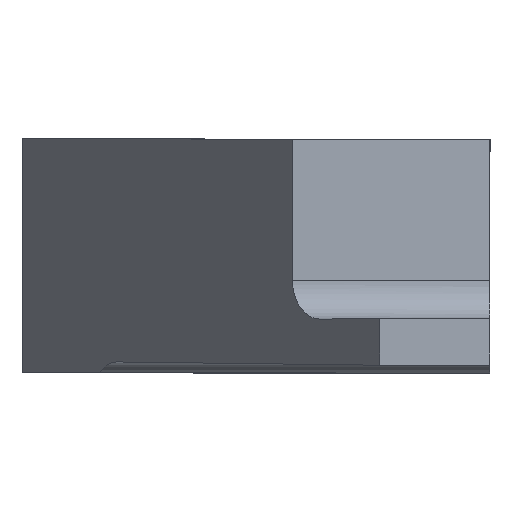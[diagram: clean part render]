
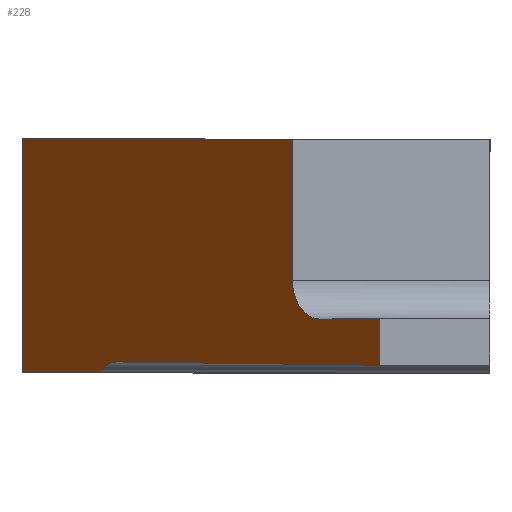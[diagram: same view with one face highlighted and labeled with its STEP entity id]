
A CAD part, left-side view. The second image highlights one B-rep face of the part: STEP entity #228.
In plain terms, the highlighted planar face has unit normal (-0.574, 0.819, 0).
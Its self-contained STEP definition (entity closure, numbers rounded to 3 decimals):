
#4 =( BOUNDED_CURVE ( )  B_SPLINE_CURVE ( 3, ( #590, #523, #536, #628 ),
 .UNSPECIFIED., .F., .T. ) 
 B_SPLINE_CURVE_WITH_KNOTS ( ( 4, 4 ),
 ( 4.704, 4.712 ),
 .UNSPECIFIED. ) 
 CURVE ( )  GEOMETRIC_REPRESENTATION_ITEM ( )  RATIONAL_B_SPLINE_CURVE ( ( 1., 1., 1., 1. ) ) 
 REPRESENTATION_ITEM ( '' )  );
#28 = ORIENTED_EDGE ( 'NONE', *, *, #124, .T. ) ;
#29 = DIRECTION ( 'NONE',  ( 0., 0., -1. ) ) ;
#32 = CARTESIAN_POINT ( 'NONE',  ( 6.554, 6., 1.5 ) ) ;
#47 = CARTESIAN_POINT ( 'NONE',  ( 4.939, 4.869, -1.357 ) ) ;
#57 = ORIENTED_EDGE ( 'NONE', *, *, #521, .F. ) ;
#75 = CARTESIAN_POINT ( 'NONE',  ( 1.602, 2.533, 1.5 ) ) ;
#81 = VECTOR ( 'NONE', #396, 1000. ) ;
#87 = DIRECTION ( 'NONE',  ( 0.819, 0.574, -0.007 ) ) ;
#91 = ORIENTED_EDGE ( 'NONE', *, *, #264, .T. ) ;
#100 = EDGE_CURVE ( 'NONE', #477, #166, #4, .T. ) ;
#117 = DIRECTION ( 'NONE',  ( 0., 0., 1. ) ) ;
#122 = CARTESIAN_POINT ( 'NONE',  ( 1.602, 2.533, 1.5 ) ) ;
#124 = EDGE_CURVE ( 'NONE', #347, #314, #713, .T. ) ;
#128 = LINE ( 'NONE', #270, #301 ) ;
#159 = EDGE_CURVE ( 'NONE', #166, #347, #518, .T. ) ;
#164 = CARTESIAN_POINT ( 'NONE',  ( 0., 1.411, -1.4 ) ) ;
#166 = VERTEX_POINT ( 'NONE', #490 ) ;
#168 = ORIENTED_EDGE ( 'NONE', *, *, #706, .T. ) ;
#179 = VERTEX_POINT ( 'NONE', #583 ) ;
#210 = CARTESIAN_POINT ( 'NONE',  ( 1.602, 2.533, -0.31 ) ) ;
#218 = VECTOR ( 'NONE', #742, 1000. ) ;
#219 = ORIENTED_EDGE ( 'NONE', *, *, #579, .F. ) ;
#228 = ADVANCED_FACE ( 'NONE', ( #419 ), #307, .F. ) ;
#231 = EDGE_CURVE ( 'NONE', #370, #179, #259, .T. ) ;
#237 = VERTEX_POINT ( 'NONE', #548 ) ;
#249 =( BOUNDED_CURVE ( )  B_SPLINE_CURVE ( 3, ( #574, #407, #47, #658 ),
 .UNSPECIFIED., .F., .T. ) 
 B_SPLINE_CURVE_WITH_KNOTS ( ( 4, 4 ),
 ( 0.701, 1.58 ),
 .UNSPECIFIED. ) 
 CURVE ( )  GEOMETRIC_REPRESENTATION_ITEM ( )  RATIONAL_B_SPLINE_CURVE ( ( 1., 0.937, 0.937, 1. ) ) 
 REPRESENTATION_ITEM ( '' )  );
#259 = LINE ( 'NONE', #456, #81 ) ;
#264 = EDGE_CURVE ( 'NONE', #237, #364, #249, .T. ) ;
#270 = CARTESIAN_POINT ( 'NONE',  ( 0., 1.411, 1.5 ) ) ;
#277 = CARTESIAN_POINT ( 'NONE',  ( 0.017, 1.423, -1.4 ) ) ;
#301 = VECTOR ( 'NONE', #29, 1000. ) ;
#307 = PLANE ( 'NONE',  #353 ) ;
#310 = CARTESIAN_POINT ( 'NONE',  ( -0.013, 1.401, -0.8 ) ) ;
#313 = CARTESIAN_POINT ( 'NONE',  ( 1.602, 2.533, -0.31 ) ) ;
#314 = VERTEX_POINT ( 'NONE', #122 ) ;
#321 = EDGE_CURVE ( 'NONE', #179, #237, #603, .T. ) ;
#344 = CARTESIAN_POINT ( 'NONE',  ( 0., 1.411, 1.5 ) ) ;
#347 = VERTEX_POINT ( 'NONE', #210 ) ;
#353 = AXIS2_PLACEMENT_3D ( 'NONE', #344, #433, #422 ) ;
#364 = VERTEX_POINT ( 'NONE', #602 ) ;
#366 = EDGE_CURVE ( 'NONE', #364, #632, #664, .T. ) ;
#370 = VERTEX_POINT ( 'NONE', #32 ) ;
#374 = DIRECTION ( 'NONE',  ( -0.819, -0.574, 0. ) ) ;
#387 = ORIENTED_EDGE ( 'NONE', *, *, #159, .T. ) ;
#394 = CARTESIAN_POINT ( 'NONE',  ( 1.098, 2.18, -0.81 ) ) ;
#396 = DIRECTION ( 'NONE',  ( 0., 0., -1. ) ) ;
#403 = CARTESIAN_POINT ( 'NONE',  ( 0., 1.411, -1.5 ) ) ;
#407 = CARTESIAN_POINT ( 'NONE',  ( 5.049, 4.946, -1.407 ) ) ;
#419 = FACE_OUTER_BOUND ( 'NONE', #698, .T. ) ;
#422 = DIRECTION ( 'NONE',  ( 0.819, 0.574, 0. ) ) ;
#430 = VERTEX_POINT ( 'NONE', #576 ) ;
#433 = DIRECTION ( 'NONE',  ( 0.574, -0.819, 0. ) ) ;
#434 = CARTESIAN_POINT ( 'NONE',  ( 0., 1.411, 1.5 ) ) ;
#456 = CARTESIAN_POINT ( 'NONE',  ( 6.554, 6., 1.5 ) ) ;
#463 = CARTESIAN_POINT ( 'NONE',  ( 1.102, 2.183, -0.81 ) ) ;
#474 = ORIENTED_EDGE ( 'NONE', *, *, #231, .T. ) ;
#477 = VERTEX_POINT ( 'NONE', #394 ) ;
#490 = CARTESIAN_POINT ( 'NONE',  ( 1.102, 2.183, -0.81 ) ) ;
#511 = DIRECTION ( 'NONE',  ( -0.819, -0.574, -0.007 ) ) ;
#518 =( BOUNDED_CURVE ( )  B_SPLINE_CURVE ( 3, ( #463, #543, #662, #313 ),
 .UNSPECIFIED., .F., .T. ) 
 B_SPLINE_CURVE_WITH_KNOTS ( ( 4, 4 ),
 ( 4.712, 6.283 ),
 .UNSPECIFIED. ) 
 CURVE ( )  GEOMETRIC_REPRESENTATION_ITEM ( )  RATIONAL_B_SPLINE_CURVE ( ( 1., 0.805, 0.805, 1. ) ) 
 REPRESENTATION_ITEM ( '' )  );
#521 = EDGE_CURVE ( 'NONE', #430, #632, #128, .T. ) ;
#523 = CARTESIAN_POINT ( 'NONE',  ( 1.1, 2.181, -0.81 ) ) ;
#526 = VECTOR ( 'NONE', #87, 1000. ) ;
#528 = VECTOR ( 'NONE', #511, 1000. ) ;
#536 = CARTESIAN_POINT ( 'NONE',  ( 1.101, 2.182, -0.81 ) ) ;
#540 = VECTOR ( 'NONE', #374, 1000. ) ;
#543 = CARTESIAN_POINT ( 'NONE',  ( 1.395, 2.388, -0.81 ) ) ;
#548 = CARTESIAN_POINT ( 'NONE',  ( 5.127, 5.001, -1.5 ) ) ;
#568 = ORIENTED_EDGE ( 'NONE', *, *, #366, .T. ) ;
#574 = CARTESIAN_POINT ( 'NONE',  ( 5.127, 5.001, -1.5 ) ) ;
#576 = CARTESIAN_POINT ( 'NONE',  ( 0., 1.411, -0.8 ) ) ;
#579 = EDGE_CURVE ( 'NONE', #370, #314, #673, .T. ) ;
#583 = CARTESIAN_POINT ( 'NONE',  ( 6.554, 6., -1.5 ) ) ;
#590 = CARTESIAN_POINT ( 'NONE',  ( 1.098, 2.18, -0.81 ) ) ;
#602 = CARTESIAN_POINT ( 'NONE',  ( 4.818, 4.784, -1.358 ) ) ;
#603 = LINE ( 'NONE', #403, #218 ) ;
#604 = VECTOR ( 'NONE', #117, 1000. ) ;
#615 = ORIENTED_EDGE ( 'NONE', *, *, #321, .T. ) ;
#628 = CARTESIAN_POINT ( 'NONE',  ( 1.102, 2.183, -0.81 ) ) ;
#632 = VERTEX_POINT ( 'NONE', #164 ) ;
#658 = CARTESIAN_POINT ( 'NONE',  ( 4.818, 4.784, -1.358 ) ) ;
#662 = CARTESIAN_POINT ( 'NONE',  ( 1.602, 2.533, -0.602 ) ) ;
#664 = LINE ( 'NONE', #277, #528 ) ;
#668 = LINE ( 'NONE', #310, #526 ) ;
#673 = LINE ( 'NONE', #434, #540 ) ;
#698 = EDGE_LOOP ( 'NONE', ( #615, #91, #568, #57, #168, #705, #387, #28, #219, #474 ) ) ;
#705 = ORIENTED_EDGE ( 'NONE', *, *, #100, .T. ) ;
#706 = EDGE_CURVE ( 'NONE', #430, #477, #668, .T. ) ;
#713 = LINE ( 'NONE', #75, #604 ) ;
#742 = DIRECTION ( 'NONE',  ( -0.819, -0.574, 0. ) ) ;
